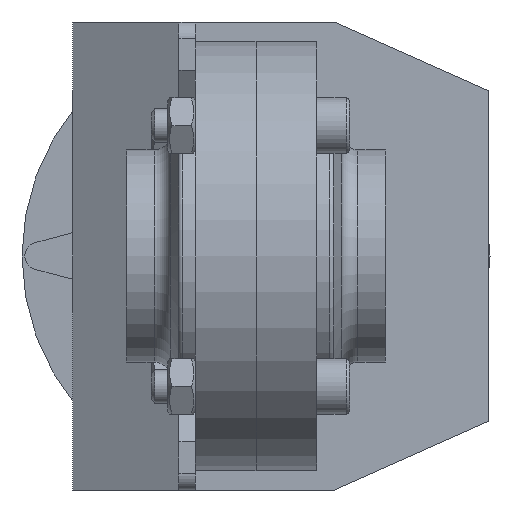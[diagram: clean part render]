
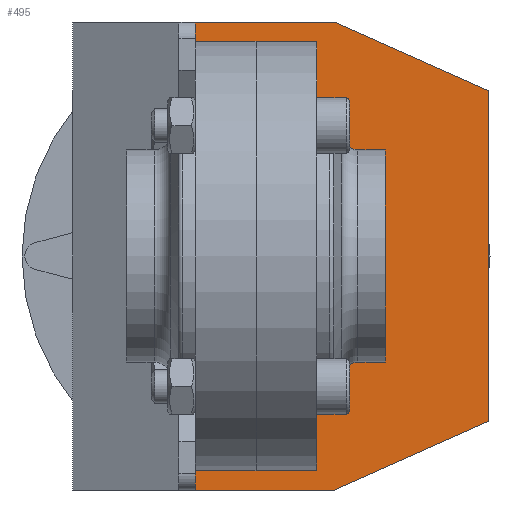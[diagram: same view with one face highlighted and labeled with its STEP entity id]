
A CAD part, front view. The second image highlights one B-rep face of the part: STEP entity #495.
In plain terms, the highlighted planar face has unit normal (0, -1, 0).
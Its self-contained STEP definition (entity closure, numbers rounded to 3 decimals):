
#495 = ADVANCED_FACE( '', ( #925, #926 ), #927, .F. );
#925 = FACE_BOUND( '', #1459, .T. );
#926 = FACE_OUTER_BOUND( '', #1460, .T. );
#927 = PLANE( '', #1461 );
#1459 = EDGE_LOOP( '', ( #2608 ) );
#1460 = EDGE_LOOP( '', ( #2609, #2610, #2611, #2612, #2613, #2614 ) );
#1461 = AXIS2_PLACEMENT_3D( '', #2615, #2616, #2617 );
#2608 = ORIENTED_EDGE( '', *, *, #3334, .T. );
#2609 = ORIENTED_EDGE( '', *, *, #3300, .F. );
#2610 = ORIENTED_EDGE( '', *, *, #3335, .T. );
#2611 = ORIENTED_EDGE( '', *, *, #3331, .T. );
#2612 = ORIENTED_EDGE( '', *, *, #3336, .T. );
#2613 = ORIENTED_EDGE( '', *, *, #3316, .T. );
#2614 = ORIENTED_EDGE( '', *, *, #3294, .F. );
#2615 = CARTESIAN_POINT( '', ( -53.2, 66.7, 42.5 ) );
#2616 = DIRECTION( '', ( 0., 1., 0. ) );
#2617 = DIRECTION( '', ( 0., 0., 1. ) );
#3294 = EDGE_CURVE( '', #3883, #3881, #3885, .T. );
#3300 = EDGE_CURVE( '', #3894, #3883, #3897, .T. );
#3316 = EDGE_CURVE( '', #3911, #3881, #3919, .T. );
#3331 = EDGE_CURVE( '', #3941, #3942, #3943, .T. );
#3334 = EDGE_CURVE( '', #3946, #3946, #3947, .T. );
#3335 = EDGE_CURVE( '', #3894, #3941, #3948, .T. );
#3336 = EDGE_CURVE( '', #3942, #3911, #3949, .T. );
#3881 = VERTEX_POINT( '', #5132 );
#3883 = VERTEX_POINT( '', #5135 );
#3885 = LINE( '', #5138, #5139 );
#3894 = VERTEX_POINT( '', #5152 );
#3897 = LINE( '', #5156, #5157 );
#3911 = VERTEX_POINT( '', #5182 );
#3919 = LINE( '', #5194, #5195 );
#3941 = VERTEX_POINT( '', #5230 );
#3942 = VERTEX_POINT( '', #5231 );
#3943 = LINE( '', #5232, #5233 );
#3946 = VERTEX_POINT( '', #5238 );
#3947 = CIRCLE( '', #5239, 17. );
#3948 = LINE( '', #5240, #5241 );
#3949 = LINE( '', #5242, #5243 );
#5132 = CARTESIAN_POINT( '', ( 19.3, 66.7, -42.5 ) );
#5135 = CARTESIAN_POINT( '', ( 19.3, 66.7, 42.5 ) );
#5138 = CARTESIAN_POINT( '', ( 19.3, 66.7, 42.5 ) );
#5139 = VECTOR( '', #5835, 1000. );
#5152 = CARTESIAN_POINT( '', ( -25.2, 66.7, 42.5 ) );
#5156 = CARTESIAN_POINT( '', ( -53.2, 66.7, 42.5 ) );
#5157 = VECTOR( '', #5841, 1000. );
#5182 = CARTESIAN_POINT( '', ( -25.2, 66.7, -42.5 ) );
#5194 = CARTESIAN_POINT( '', ( -53.2, 66.7, -42.5 ) );
#5195 = VECTOR( '', #5857, 1000. );
#5230 = CARTESIAN_POINT( '', ( -53.2, 66.7, 30. ) );
#5231 = CARTESIAN_POINT( '', ( -53.2, 66.7, -30. ) );
#5232 = CARTESIAN_POINT( '', ( -53.2, 66.7, 42.5 ) );
#5233 = VECTOR( '', #5874, 1000. );
#5238 = CARTESIAN_POINT( '', ( -11., 66.7, 17. ) );
#5239 = AXIS2_PLACEMENT_3D( '', #5877, #5878, #5879 );
#5240 = CARTESIAN_POINT( '', ( -25.2, 66.7, 42.5 ) );
#5241 = VECTOR( '', #5880, 1000. );
#5242 = CARTESIAN_POINT( '', ( -53.2, 66.7, -30. ) );
#5243 = VECTOR( '', #5881, 1000. );
#5835 = DIRECTION( '', ( 0., 0., -1. ) );
#5841 = DIRECTION( '', ( 1., 0., 0. ) );
#5857 = DIRECTION( '', ( 1., 0., 0. ) );
#5874 = DIRECTION( '', ( 0., 0., -1. ) );
#5877 = CARTESIAN_POINT( '', ( -11., 66.7, 0. ) );
#5878 = DIRECTION( '', ( 0., 1., 0. ) );
#5879 = DIRECTION( '', ( 0., 0., 1. ) );
#5880 = DIRECTION( '', ( -0.913, 0., -0.408 ) );
#5881 = DIRECTION( '', ( 0.913, 0., -0.408 ) );
